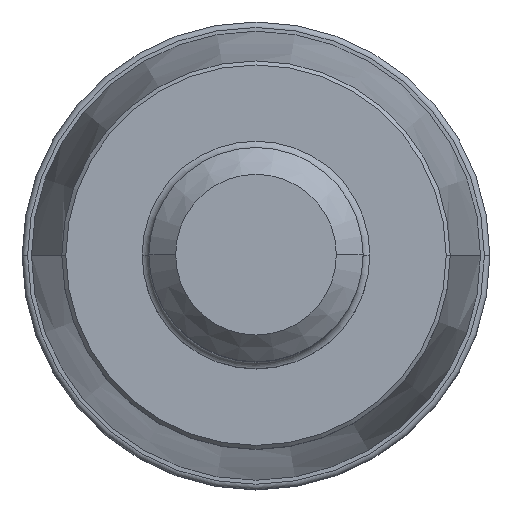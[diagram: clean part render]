
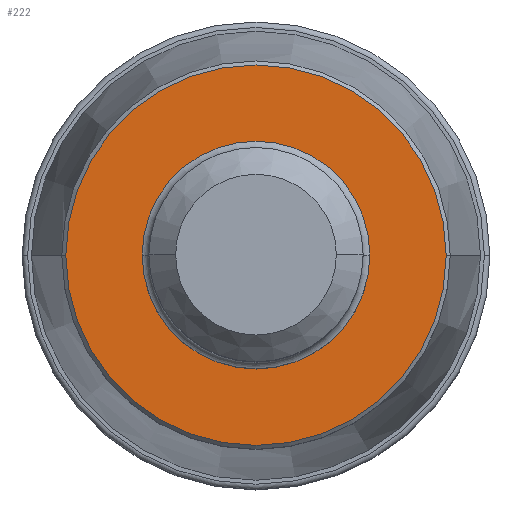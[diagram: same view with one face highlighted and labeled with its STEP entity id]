
A CAD part, top view. The second image highlights one B-rep face of the part: STEP entity #222.
In plain terms, the highlighted planar face has unit normal (0, 0, 1).
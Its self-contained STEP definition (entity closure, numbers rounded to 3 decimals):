
#61=PLANE('',#2389);
#71=FACE_BOUND('',#583,.T.);
#72=FACE_BOUND('',#584,.T.);
#222=ADVANCED_FACE('',(#71,#72),#61,.F.);
#583=EDGE_LOOP('',(#1056,#1057));
#584=EDGE_LOOP('',(#1058,#1059));
#1056=ORIENTED_EDGE('',*,*,#1496,.F.);
#1057=ORIENTED_EDGE('',*,*,#1499,.F.);
#1058=ORIENTED_EDGE('',*,*,#1500,.F.);
#1059=ORIENTED_EDGE('',*,*,#1501,.F.);
#1252=VERTEX_POINT('',#4591);
#1253=VERTEX_POINT('',#4592);
#1254=VERTEX_POINT('',#4599);
#1255=VERTEX_POINT('',#4600);
#1496=EDGE_CURVE('',#1252,#1253,#1828,.T.);
#1499=EDGE_CURVE('',#1253,#1252,#1829,.T.);
#1500=EDGE_CURVE('',#1254,#1255,#1830,.T.);
#1501=EDGE_CURVE('',#1255,#1254,#1831,.T.);
#1828=CIRCLE('',#2383,14.2);
#1829=CIRCLE('',#2385,14.2);
#1830=CIRCLE('',#2387,8.3);
#1831=CIRCLE('',#2388,8.3);
#2383=AXIS2_PLACEMENT_3D('',#4590,#2920,#2921);
#2385=AXIS2_PLACEMENT_3D('',#4596,#2926,#2927);
#2387=AXIS2_PLACEMENT_3D('',#4598,#2930,#2931);
#2388=AXIS2_PLACEMENT_3D('',#4601,#2932,#2933);
#2389=AXIS2_PLACEMENT_3D('',#4602,#2934,#2935);
#2920=DIRECTION('',(0.,0.,-1.));
#2921=DIRECTION('',(-1.,0.,0.));
#2926=DIRECTION('',(0.,0.,-1.));
#2927=DIRECTION('',(1.,0.,0.));
#2930=DIRECTION('',(0.,0.,1.));
#2931=DIRECTION('',(-1.,0.,0.));
#2932=DIRECTION('',(0.,0.,1.));
#2933=DIRECTION('',(1.,0.,0.));
#2934=DIRECTION('',(0.,0.,-1.));
#2935=DIRECTION('',(1.,0.,0.));
#4590=CARTESIAN_POINT('',(0.,0.,0.));
#4591=CARTESIAN_POINT('',(-14.2,0.,0.));
#4592=CARTESIAN_POINT('',(14.2,0.,0.));
#4596=CARTESIAN_POINT('',(0.,0.,0.));
#4598=CARTESIAN_POINT('',(0.,0.,0.));
#4599=CARTESIAN_POINT('',(-8.3,0.,0.));
#4600=CARTESIAN_POINT('',(8.3,0.,0.));
#4601=CARTESIAN_POINT('',(0.,0.,0.));
#4602=CARTESIAN_POINT('',(0.,0.,0.));
